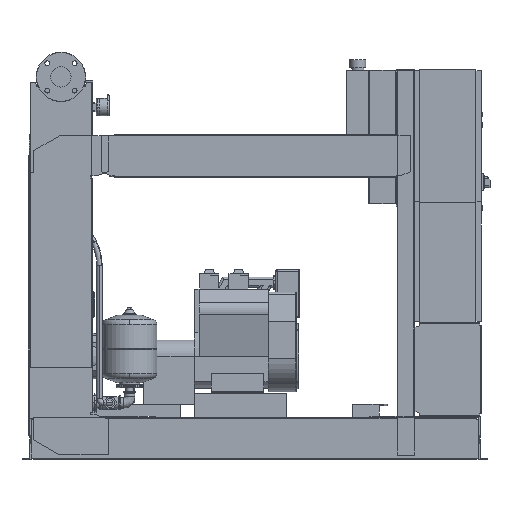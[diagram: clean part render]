
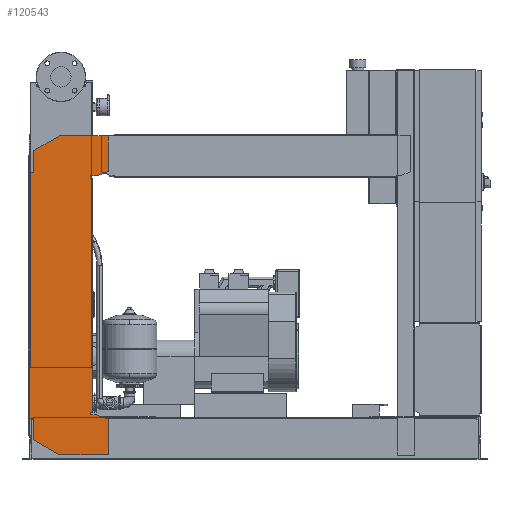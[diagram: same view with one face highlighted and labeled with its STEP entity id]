
A CAD part, front view. The second image highlights one B-rep face of the part: STEP entity #120543.
In plain terms, the highlighted free-form (B-spline) face has degree [1, 1] with [2, 2] control points.
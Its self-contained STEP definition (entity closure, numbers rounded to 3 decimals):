
#120028=CARTESIAN_POINT('',(-102.0,-463.5,1076.0));
#120029=VERTEX_POINT('',#120028);
#120036=CARTESIAN_POINT('',(-102.0,-463.5,1158.574));
#120037=VERTEX_POINT('',#120036);
#120038=CARTESIAN_POINT('',(-102.0,-463.5,1076.0));
#120039=DIRECTION('',(0.0,0.0,1.0));
#120040=VECTOR('',#120039,82.574);
#120041=LINE('',#120038,#120040);
#120042=EDGE_CURVE('',#120029,#120037,#120041,.T.);
#120060=CARTESIAN_POINT('',(-6.,-463.5,1214.0));
#120061=VERTEX_POINT('',#120060);
#120062=CARTESIAN_POINT('',(-102.0,-463.5,1158.574));
#120063=DIRECTION('',(0.866,0.0,0.5));
#120064=VECTOR('',#120063,110.851);
#120065=LINE('',#120062,#120064);
#120066=EDGE_CURVE('',#120037,#120061,#120065,.T.);
#120084=CARTESIAN_POINT('',(177.0,-463.5,1214.0));
#120085=VERTEX_POINT('',#120084);
#120086=CARTESIAN_POINT('',(-6.,-463.5,1214.0));
#120087=DIRECTION('',(1.0,0.0,0.0));
#120088=VECTOR('',#120087,183.0);
#120089=LINE('',#120086,#120088);
#120090=EDGE_CURVE('',#120061,#120085,#120089,.T.);
#120108=CARTESIAN_POINT('',(177.0,-463.5,1080.379));
#120109=VERTEX_POINT('',#120108);
#120110=CARTESIAN_POINT('',(177.0,-463.5,1214.0));
#120111=DIRECTION('',(0.0,0.0,-1.0));
#120112=VECTOR('',#120111,133.621);
#120113=LINE('',#120110,#120112);
#120114=EDGE_CURVE('',#120085,#120109,#120113,.T.);
#120132=CARTESIAN_POINT('',(132.,-463.5,1064.0));
#120133=VERTEX_POINT('',#120132);
#120134=CARTESIAN_POINT('',(177.0,-463.5,1080.379));
#120135=DIRECTION('',(-0.94,0.0,-0.342));
#120136=VECTOR('',#120135,47.888);
#120137=LINE('',#120134,#120136);
#120138=EDGE_CURVE('',#120109,#120133,#120137,.T.);
#120156=CARTESIAN_POINT('',(112.0,-463.5,1064.0));
#120157=VERTEX_POINT('',#120156);
#120158=CARTESIAN_POINT('',(132.,-463.5,1064.0));
#120159=DIRECTION('',(-1.0,0.0,0.0));
#120160=VECTOR('',#120159,20.);
#120161=LINE('',#120158,#120160);
#120162=EDGE_CURVE('',#120133,#120157,#120161,.T.);
#120180=CARTESIAN_POINT('',(112.0,-463.5,1056.0));
#120181=VERTEX_POINT('',#120180);
#120182=CARTESIAN_POINT('',(112.0,-463.5,1064.0));
#120183=DIRECTION('',(0.0,0.0,-1.0));
#120184=VECTOR('',#120183,8.0);
#120185=LINE('',#120182,#120184);
#120186=EDGE_CURVE('',#120157,#120181,#120185,.T.);
#120204=CARTESIAN_POINT('',(120.,-463.5,1056.0));
#120205=VERTEX_POINT('',#120204);
#120206=CARTESIAN_POINT('',(112.0,-463.5,1056.0));
#120207=DIRECTION('',(1.0,0.0,0.0));
#120208=VECTOR('',#120207,8.);
#120209=LINE('',#120206,#120208);
#120210=EDGE_CURVE('',#120181,#120205,#120209,.T.);
#120228=CARTESIAN_POINT('',(120.,-463.5,176.));
#120229=VERTEX_POINT('',#120228);
#120240=CARTESIAN_POINT('',(120.,-463.5,1056.0));
#120241=DIRECTION('',(0.0,0.0,-1.0));
#120242=VECTOR('',#120241,880.);
#120243=LINE('',#120240,#120242);
#120244=EDGE_CURVE('',#120205,#120229,#120243,.T.);
#120258=CARTESIAN_POINT('',(112.,-463.5,176.));
#120259=VERTEX_POINT('',#120258);
#120260=CARTESIAN_POINT('',(120.,-463.5,176.));
#120261=DIRECTION('',(-1.0,0.0,0.0));
#120262=VECTOR('',#120261,8.);
#120263=LINE('',#120260,#120262);
#120264=EDGE_CURVE('',#120229,#120259,#120263,.T.);
#120282=CARTESIAN_POINT('',(112.,-463.5,168.));
#120283=VERTEX_POINT('',#120282);
#120284=CARTESIAN_POINT('',(112.,-463.5,176.));
#120285=DIRECTION('',(0.0,0.0,-1.0));
#120286=VECTOR('',#120285,8.0);
#120287=LINE('',#120284,#120286);
#120288=EDGE_CURVE('',#120259,#120283,#120287,.T.);
#120306=CARTESIAN_POINT('',(132.,-463.5,168.));
#120307=VERTEX_POINT('',#120306);
#120308=CARTESIAN_POINT('',(112.,-463.5,168.));
#120309=DIRECTION('',(1.0,0.0,0.0));
#120310=VECTOR('',#120309,20.0);
#120311=LINE('',#120308,#120310);
#120312=EDGE_CURVE('',#120283,#120307,#120311,.T.);
#120330=CARTESIAN_POINT('',(177.,-463.5,151.621));
#120331=VERTEX_POINT('',#120330);
#120332=CARTESIAN_POINT('',(132.,-463.5,168.));
#120333=DIRECTION('',(0.94,0.0,-0.342));
#120334=VECTOR('',#120333,47.888);
#120335=LINE('',#120332,#120334);
#120336=EDGE_CURVE('',#120307,#120331,#120335,.T.);
#120354=CARTESIAN_POINT('',(177.,-463.5,18.0));
#120355=VERTEX_POINT('',#120354);
#120356=CARTESIAN_POINT('',(177.,-463.5,151.621));
#120357=DIRECTION('',(0.0,0.0,-1.0));
#120358=VECTOR('',#120357,133.621);
#120359=LINE('',#120356,#120358);
#120360=EDGE_CURVE('',#120331,#120355,#120359,.T.);
#120378=CARTESIAN_POINT('',(-4.,-463.5,18.0));
#120379=VERTEX_POINT('',#120378);
#120380=CARTESIAN_POINT('',(177.,-463.5,18.0));
#120381=DIRECTION('',(-1.0,0.0,0.0));
#120382=VECTOR('',#120381,181.);
#120383=LINE('',#120380,#120382);
#120384=EDGE_CURVE('',#120355,#120379,#120383,.T.);
#120402=CARTESIAN_POINT('',(-102.,-463.5,74.58));
#120403=VERTEX_POINT('',#120402);
#120404=CARTESIAN_POINT('',(-4.,-463.5,18.0));
#120405=DIRECTION('',(-0.866,0.,0.5));
#120406=VECTOR('',#120405,113.161);
#120407=LINE('',#120404,#120406);
#120408=EDGE_CURVE('',#120379,#120403,#120407,.T.);
#120426=CARTESIAN_POINT('',(-102.,-463.5,156.0));
#120427=VERTEX_POINT('',#120426);
#120428=CARTESIAN_POINT('',(-102.,-463.5,74.58));
#120429=DIRECTION('',(0.0,0.0,1.0));
#120430=VECTOR('',#120429,81.42);
#120431=LINE('',#120428,#120430);
#120432=EDGE_CURVE('',#120403,#120427,#120431,.T.);
#120450=CARTESIAN_POINT('',(-122.,-463.5,156.0));
#120451=VERTEX_POINT('',#120450);
#120452=CARTESIAN_POINT('',(-102.,-463.5,156.0));
#120453=DIRECTION('',(-1.0,0.0,0.0));
#120454=VECTOR('',#120453,20.0);
#120455=LINE('',#120452,#120454);
#120456=EDGE_CURVE('',#120427,#120451,#120455,.T.);
#120474=CARTESIAN_POINT('',(-122.0,-463.5,1076.0));
#120475=VERTEX_POINT('',#120474);
#120488=CARTESIAN_POINT('',(-122.,-463.5,156.0));
#120489=DIRECTION('',(0.0,0.0,1.0));
#120490=VECTOR('',#120489,920.0);
#120491=LINE('',#120488,#120490);
#120492=EDGE_CURVE('',#120451,#120475,#120491,.T.);
#120506=CARTESIAN_POINT('',(-122.0,-463.5,1076.0));
#120507=DIRECTION('',(1.0,0.0,0.0));
#120508=VECTOR('',#120507,20.0);
#120509=LINE('',#120506,#120508);
#120510=EDGE_CURVE('',#120475,#120029,#120509,.T.);
#120516=CARTESIAN_POINT('',(-122.,-463.5,18.0));
#120517=CARTESIAN_POINT('',(177.0,-463.5,18.0));
#120518=CARTESIAN_POINT('',(-122.,-463.5,1214.0));
#120519=CARTESIAN_POINT('',(177.0,-463.5,1214.0));
#120520=B_SPLINE_SURFACE_WITH_KNOTS('',1,1,((#120516,#120518),(#120517,#120519)),.UNSPECIFIED.,.F.,.F.,.U.,(2,2),(2,2),(0.0,299.),(0.0,1196.0),.UNSPECIFIED.);
#120521=ORIENTED_EDGE('',*,*,#120510,.F.);
#120522=ORIENTED_EDGE('',*,*,#120492,.F.);
#120523=ORIENTED_EDGE('',*,*,#120456,.F.);
#120524=ORIENTED_EDGE('',*,*,#120432,.F.);
#120525=ORIENTED_EDGE('',*,*,#120408,.F.);
#120526=ORIENTED_EDGE('',*,*,#120384,.F.);
#120527=ORIENTED_EDGE('',*,*,#120360,.F.);
#120528=ORIENTED_EDGE('',*,*,#120336,.F.);
#120529=ORIENTED_EDGE('',*,*,#120312,.F.);
#120530=ORIENTED_EDGE('',*,*,#120288,.F.);
#120531=ORIENTED_EDGE('',*,*,#120264,.F.);
#120532=ORIENTED_EDGE('',*,*,#120244,.F.);
#120533=ORIENTED_EDGE('',*,*,#120210,.F.);
#120534=ORIENTED_EDGE('',*,*,#120186,.F.);
#120535=ORIENTED_EDGE('',*,*,#120162,.F.);
#120536=ORIENTED_EDGE('',*,*,#120138,.F.);
#120537=ORIENTED_EDGE('',*,*,#120114,.F.);
#120538=ORIENTED_EDGE('',*,*,#120090,.F.);
#120539=ORIENTED_EDGE('',*,*,#120066,.F.);
#120540=ORIENTED_EDGE('',*,*,#120042,.F.);
#120541=EDGE_LOOP('',(#120521,#120522,#120523,#120524,#120525,#120526,#120527,#120528,#120529,#120530,#120531,#120532,#120533,#120534,#120535,#120536,#120537,#120538,#120539,#120540));
#120542=FACE_OUTER_BOUND('',#120541,.T.);
#120543=ADVANCED_FACE('',(#120542),#120520,.T.);
